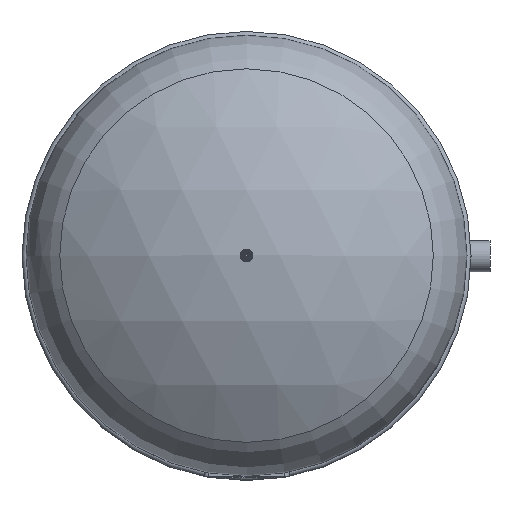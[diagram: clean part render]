
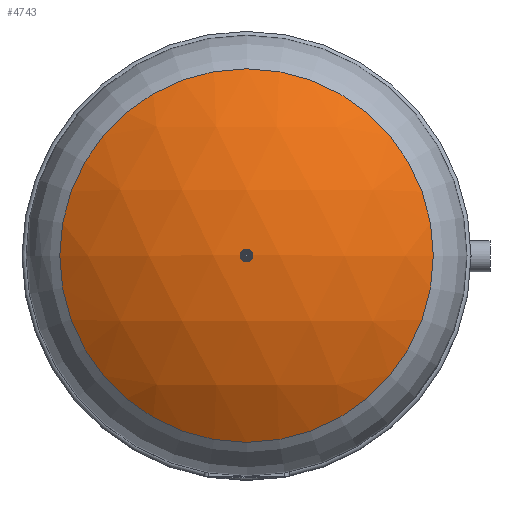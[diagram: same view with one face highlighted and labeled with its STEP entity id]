
A CAD part, top view. The second image highlights one B-rep face of the part: STEP entity #4743.
In plain terms, the highlighted spherical face has radius 354.5 mm.
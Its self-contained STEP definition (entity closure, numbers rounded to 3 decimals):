
#15=SPHERICAL_SURFACE('',#5249,354.5);
#1251=FACE_OUTER_BOUND('',#1567,.T.);
#1567=EDGE_LOOP('',(#4144));
#1851=CIRCLE('',#5250,203.326);
#2289=VERTEX_POINT('',#8262);
#2925=EDGE_CURVE('',#2289,#2289,#1851,.T.);
#4144=ORIENTED_EDGE('',*,*,#2925,.T.);
#4743=ADVANCED_FACE('',(#1251),#15,.T.);
#5249=AXIS2_PLACEMENT_3D('',#8261,#6560,#6561);
#5250=AXIS2_PLACEMENT_3D('',#8263,#6562,#6563);
#6560=DIRECTION('center_axis',(0.,-1.,0.));
#6561=DIRECTION('ref_axis',(1.,0.,0.));
#6562=DIRECTION('center_axis',(0.,0.,
1.));
#6563=DIRECTION('ref_axis',(-1.,0.,0.));
#8261=CARTESIAN_POINT('Origin',(0.,0.,
306.5));
#8262=CARTESIAN_POINT('',(-203.326,0.,596.894));
#8263=CARTESIAN_POINT('Origin',(0.,0.,
596.894));
